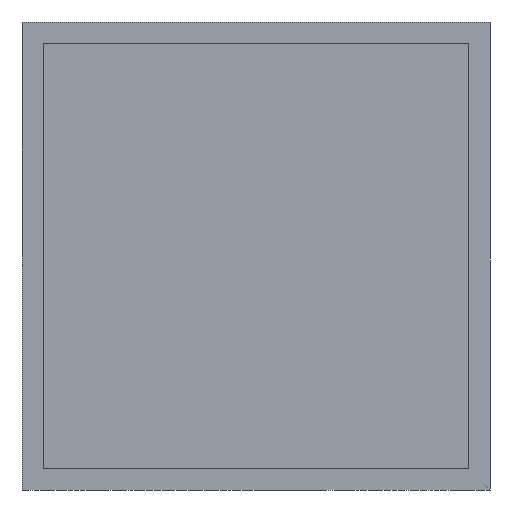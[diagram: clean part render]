
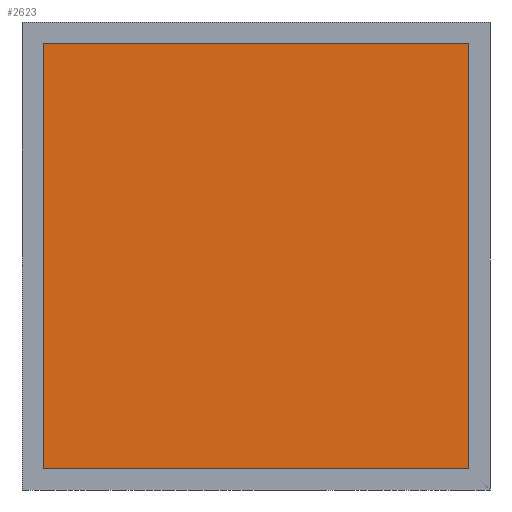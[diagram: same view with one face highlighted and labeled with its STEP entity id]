
A CAD part, front view. The second image highlights one B-rep face of the part: STEP entity #2623.
In plain terms, the highlighted planar face has unit normal (0, -1, 0).
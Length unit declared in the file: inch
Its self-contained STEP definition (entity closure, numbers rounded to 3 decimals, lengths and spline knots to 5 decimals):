
#397 = LINE ( 'NONE', #5377, #4240 ) ;
#404 = AXIS2_PLACEMENT_3D ( 'NONE', #7659, #9186, #4599 ) ;
#520 = ORIENTED_EDGE ( 'NONE', *, *, #8155, .T. ) ;
#993 = FACE_OUTER_BOUND ( 'NONE', #1852, .T. ) ;
#1672 = VERTEX_POINT ( 'NONE', #7331 ) ;
#1852 = EDGE_LOOP ( 'NONE', ( #2300, #2122, #520, #1934 ) ) ;
#1934 = ORIENTED_EDGE ( 'NONE', *, *, #6170, .T. ) ;
#2122 = ORIENTED_EDGE ( 'NONE', *, *, #8910, .T. ) ;
#2288 = PLANE ( 'NONE',  #404 ) ;
#2300 = ORIENTED_EDGE ( 'NONE', *, *, #5189, .T. ) ;
#2607 = DIRECTION ( 'NONE',  ( 1., 0., 0. ) ) ;
#2623 = ADVANCED_FACE ( 'NONE', ( #993 ), #2288, .F. ) ;
#2682 = CARTESIAN_POINT ( 'NONE',  ( 0.08538, -1.53378, 1.05 ) ) ;
#3175 = VECTOR ( 'NONE', #5630, 39.37008 ) ;
#3330 = LINE ( 'NONE', #2682, #4852 ) ;
#3540 = VERTEX_POINT ( 'NONE', #8534 ) ;
#4171 = VERTEX_POINT ( 'NONE', #8952 ) ;
#4240 = VECTOR ( 'NONE', #9202, 39.37008 ) ;
#4352 = LINE ( 'NONE', #7203, #8440 ) ;
#4599 = DIRECTION ( 'NONE',  ( 0., 0., 1. ) ) ;
#4852 = VECTOR ( 'NONE', #8052, 39.37008 ) ;
#5175 = LINE ( 'NONE', #9451, #3175 ) ;
#5189 = EDGE_CURVE ( 'NONE', #6746, #3540, #3330, .T. ) ;
#5377 = CARTESIAN_POINT ( 'NONE',  ( -0.91462, -1.53378, 1.05 ) ) ;
#5630 = DIRECTION ( 'NONE',  ( -1., 0., 0. ) ) ;
#6170 = EDGE_CURVE ( 'NONE', #4171, #6746, #4352, .T. ) ;
#6746 = VERTEX_POINT ( 'NONE', #9353 ) ;
#7203 = CARTESIAN_POINT ( 'NONE',  ( 0.08538, -1.53378, 0.05 ) ) ;
#7331 = CARTESIAN_POINT ( 'NONE',  ( -0.91462, -1.53378, 1.05 ) ) ;
#7659 = CARTESIAN_POINT ( 'NONE',  ( 0., -1.53378, 0. ) ) ;
#8052 = DIRECTION ( 'NONE',  ( 0., 0., 1. ) ) ;
#8155 = EDGE_CURVE ( 'NONE', #1672, #4171, #397, .T. ) ;
#8440 = VECTOR ( 'NONE', #2607, 39.37008 ) ;
#8534 = CARTESIAN_POINT ( 'NONE',  ( 0.08538, -1.53378, 1.05 ) ) ;
#8910 = EDGE_CURVE ( 'NONE', #3540, #1672, #5175, .T. ) ;
#8952 = CARTESIAN_POINT ( 'NONE',  ( -0.91462, -1.53378, 0.05 ) ) ;
#9186 = DIRECTION ( 'NONE',  ( 0., 1., 0. ) ) ;
#9202 = DIRECTION ( 'NONE',  ( 0., 0., -1. ) ) ;
#9353 = CARTESIAN_POINT ( 'NONE',  ( 0.08538, -1.53378, 0.05 ) ) ;
#9451 = CARTESIAN_POINT ( 'NONE',  ( 0.08538, -1.53378, 1.05 ) ) ;
